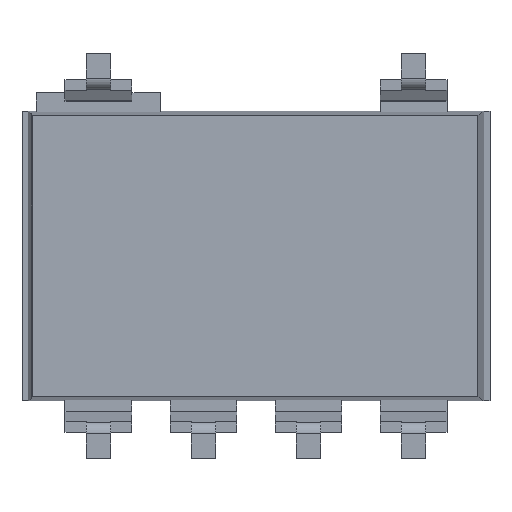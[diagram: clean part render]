
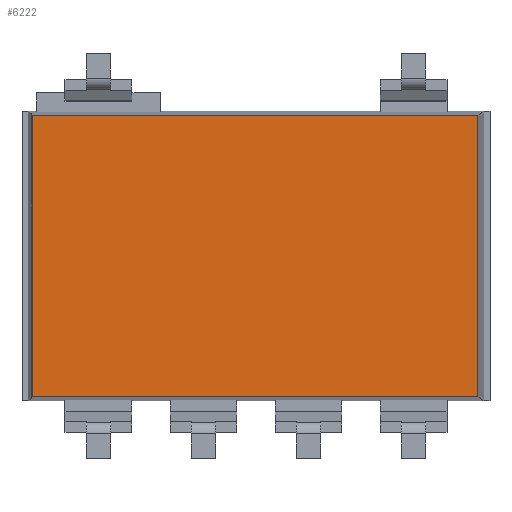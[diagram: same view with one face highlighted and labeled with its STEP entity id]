
A CAD part, top view. The second image highlights one B-rep face of the part: STEP entity #6222.
In plain terms, the highlighted planar face has unit normal (0, 0, 1).
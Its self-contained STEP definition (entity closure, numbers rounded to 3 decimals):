
#403=FACE_OUTER_BOUND('',#760,.T.);
#760=EDGE_LOOP('',(#4978,#4979,#4980,#4981));
#1111=LINE('',#9155,#1887);
#1136=LINE('',#9204,#1912);
#1428=LINE('',#9874,#2204);
#1429=LINE('',#9875,#2205);
#1887=VECTOR('',#7067,10.);
#1912=VECTOR('',#7098,10.);
#2204=VECTOR('',#7742,10.);
#2205=VECTOR('',#7743,10.);
#2674=VERTEX_POINT('',#9152);
#2675=VERTEX_POINT('',#9154);
#2696=VERTEX_POINT('',#9203);
#2898=VERTEX_POINT('',#9873);
#3286=EDGE_CURVE('',#2675,#2674,#1111,.T.);
#3311=EDGE_CURVE('',#2675,#2696,#1136,.T.);
#3645=EDGE_CURVE('',#2898,#2674,#1428,.T.);
#3646=EDGE_CURVE('',#2898,#2696,#1429,.T.);
#4978=ORIENTED_EDGE('',*,*,#3286,.T.);
#4979=ORIENTED_EDGE('',*,*,#3645,.F.);
#4980=ORIENTED_EDGE('',*,*,#3646,.T.);
#4981=ORIENTED_EDGE('',*,*,#3311,.F.);
#5912=PLANE('',#6643);
#6222=ADVANCED_FACE('',(#403),#5912,.T.);
#6643=AXIS2_PLACEMENT_3D('',#9872,#7740,#7741);
#7067=DIRECTION('',(0.,1.,0.));
#7098=DIRECTION('',(-1.,0.,0.));
#7740=DIRECTION('center_axis',(0.,0.,1.));
#7741=DIRECTION('ref_axis',(1.,0.,0.));
#7742=DIRECTION('',(1.,0.,0.));
#7743=DIRECTION('',(0.,-1.,0.));
#9152=CARTESIAN_POINT('',(-14.596,3.895,3.585));
#9154=CARTESIAN_POINT('',(-14.596,-2.921,3.585));
#9155=CARTESIAN_POINT('',(-14.596,2.056,3.585));
#9203=CARTESIAN_POINT('',(-25.361,-2.921,3.585));
#9204=CARTESIAN_POINT('',(-5.837,-2.921,3.585));
#9872=CARTESIAN_POINT('Origin',(-25.361,0.,3.585));
#9873=CARTESIAN_POINT('',(-25.361,3.895,3.585));
#9874=CARTESIAN_POINT('',(-18.853,3.895,3.585));
#9875=CARTESIAN_POINT('',(-25.361,0.,3.585));
